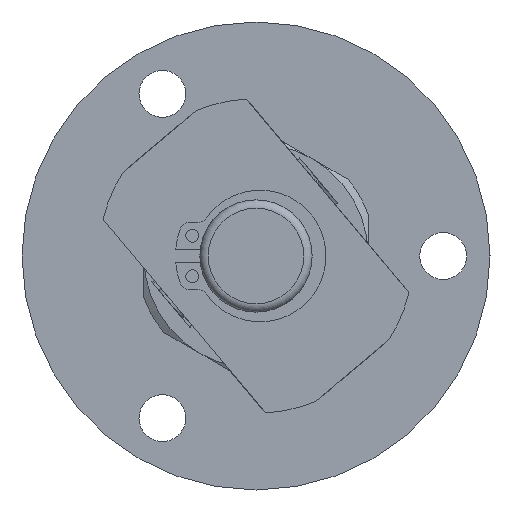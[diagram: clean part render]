
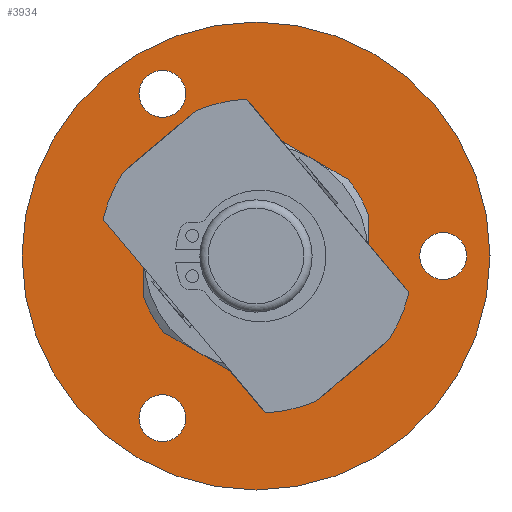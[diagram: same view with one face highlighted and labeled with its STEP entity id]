
A CAD part, left-side view. The second image highlights one B-rep face of the part: STEP entity #3934.
In plain terms, the highlighted planar face has unit normal (-1, 0, 0).
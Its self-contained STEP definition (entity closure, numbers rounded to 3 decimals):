
#242=CIRCLE('',#4347,15.);
#243=CIRCLE('',#4349,15.);
#244=CIRCLE('',#4351,15.);
#245=CIRCLE('',#4353,15.);
#246=CIRCLE('',#4355,15.);
#254=CIRCLE('',#4372,15.);
#255=CIRCLE('',#4374,31.25);
#256=CIRCLE('',#4375,3.125);
#257=CIRCLE('',#4376,3.125);
#258=CIRCLE('',#4377,3.125);
#1340=ORIENTED_EDGE('',*,*,#1931,.F.);
#1341=ORIENTED_EDGE('',*,*,#1932,.T.);
#1342=ORIENTED_EDGE('',*,*,#1933,.T.);
#1343=ORIENTED_EDGE('',*,*,#1934,.T.);
#1344=ORIENTED_EDGE('',*,*,#1903,.T.);
#1345=ORIENTED_EDGE('',*,*,#1914,.T.);
#1346=ORIENTED_EDGE('',*,*,#1912,.T.);
#1347=ORIENTED_EDGE('',*,*,#1909,.T.);
#1348=ORIENTED_EDGE('',*,*,#1906,.T.);
#1349=ORIENTED_EDGE('',*,*,#1929,.T.);
#1903=EDGE_CURVE('',#2292,#2291,#242,.T.);
#1906=EDGE_CURVE('',#2294,#2293,#243,.T.);
#1909=EDGE_CURVE('',#2295,#2294,#244,.T.);
#1912=EDGE_CURVE('',#2296,#2295,#245,.T.);
#1914=EDGE_CURVE('',#2291,#2296,#246,.T.);
#1929=EDGE_CURVE('',#2293,#2292,#254,.T.);
#1931=EDGE_CURVE('',#2304,#2304,#255,.T.);
#1932=EDGE_CURVE('',#2305,#2305,#256,.T.);
#1933=EDGE_CURVE('',#2306,#2306,#257,.T.);
#1934=EDGE_CURVE('',#2307,#2307,#258,.T.);
#2291=VERTEX_POINT('',#6689);
#2292=VERTEX_POINT('',#6691);
#2293=VERTEX_POINT('',#6701);
#2294=VERTEX_POINT('',#6703);
#2295=VERTEX_POINT('',#6714);
#2296=VERTEX_POINT('',#6725);
#2304=VERTEX_POINT('',#6784);
#2305=VERTEX_POINT('',#6786);
#2306=VERTEX_POINT('',#6788);
#2307=VERTEX_POINT('',#6790);
#3249=EDGE_LOOP('',(#1340));
#3250=EDGE_LOOP('',(#1341));
#3251=EDGE_LOOP('',(#1342));
#3252=EDGE_LOOP('',(#1343));
#3253=EDGE_LOOP('',(#1344,#1345,#1346,#1347,#1348,#1349));
#3561=FACE_BOUND('',#3249,.T.);
#3562=FACE_BOUND('',#3250,.T.);
#3563=FACE_BOUND('',#3251,.T.);
#3564=FACE_BOUND('',#3252,.T.);
#3565=FACE_BOUND('',#3253,.T.);
#3718=PLANE('',#4373);
#3934=ADVANCED_FACE('',(#3561,#3562,#3563,#3564,#3565),#3718,.F.);
#4347=AXIS2_PLACEMENT_3D('',#6690,#5426,#5427);
#4349=AXIS2_PLACEMENT_3D('',#6702,#5430,#5431);
#4351=AXIS2_PLACEMENT_3D('',#6713,#5434,#5435);
#4353=AXIS2_PLACEMENT_3D('',#6724,#5438,#5439);
#4355=AXIS2_PLACEMENT_3D('',#6731,#5442,#5443);
#4372=AXIS2_PLACEMENT_3D('',#6777,#5478,#5479);
#4373=AXIS2_PLACEMENT_3D('',#6782,#5480,#5481);
#4374=AXIS2_PLACEMENT_3D('',#6783,#5482,#5483);
#4375=AXIS2_PLACEMENT_3D('',#6785,#5484,#5485);
#4376=AXIS2_PLACEMENT_3D('',#6787,#5486,#5487);
#4377=AXIS2_PLACEMENT_3D('',#6789,#5488,#5489);
#5426=DIRECTION('',(1.,0.,0.));
#5427=DIRECTION('',(0.,0.,-1.));
#5430=DIRECTION('',(1.,0.,0.));
#5431=DIRECTION('',(0.,0.,-1.));
#5434=DIRECTION('',(1.,0.,0.));
#5435=DIRECTION('',(0.,0.,-1.));
#5438=DIRECTION('',(1.,0.,0.));
#5439=DIRECTION('',(0.,0.,-1.));
#5442=DIRECTION('',(1.,0.,0.));
#5443=DIRECTION('',(0.,0.,-1.));
#5478=DIRECTION('',(1.,0.,0.));
#5479=DIRECTION('',(0.,0.,-1.));
#5480=DIRECTION('',(1.,0.,0.));
#5481=DIRECTION('',(0.,0.,-1.));
#5482=DIRECTION('',(1.,0.,0.));
#5483=DIRECTION('',(0.,0.,-1.));
#5484=DIRECTION('',(1.,0.,0.));
#5485=DIRECTION('',(0.,0.,-1.));
#5486=DIRECTION('',(1.,0.,0.));
#5487=DIRECTION('',(0.,0.,-1.));
#5488=DIRECTION('',(1.,0.,0.));
#5489=DIRECTION('',(0.,0.,-1.));
#6689=CARTESIAN_POINT('',(43.,7.5,12.99));
#6690=CARTESIAN_POINT('',(43.,0.,0.));
#6691=CARTESIAN_POINT('',(43.,15.,0.));
#6701=CARTESIAN_POINT('',(43.,7.5,-12.99));
#6702=CARTESIAN_POINT('',(43.,0.,0.));
#6703=CARTESIAN_POINT('',(43.,-7.5,-12.99));
#6713=CARTESIAN_POINT('',(43.,0.,0.));
#6714=CARTESIAN_POINT('',(43.,-15.,0.));
#6724=CARTESIAN_POINT('',(43.,0.,0.));
#6725=CARTESIAN_POINT('',(43.,-7.5,12.99));
#6731=CARTESIAN_POINT('',(43.,0.,0.));
#6777=CARTESIAN_POINT('',(43.,0.,0.));
#6782=CARTESIAN_POINT('',(43.,15.,0.));
#6783=CARTESIAN_POINT('',(43.,0.,0.));
#6784=CARTESIAN_POINT('',(43.,0.,-31.25));
#6785=CARTESIAN_POINT('',(43.,12.5,21.651));
#6786=CARTESIAN_POINT('',(43.,12.5,18.526));
#6787=CARTESIAN_POINT('',(43.,12.5,-21.651));
#6788=CARTESIAN_POINT('',(43.,12.5,-24.776));
#6789=CARTESIAN_POINT('',(43.,-25.,0.));
#6790=CARTESIAN_POINT('',(43.,-25.,-3.125));
